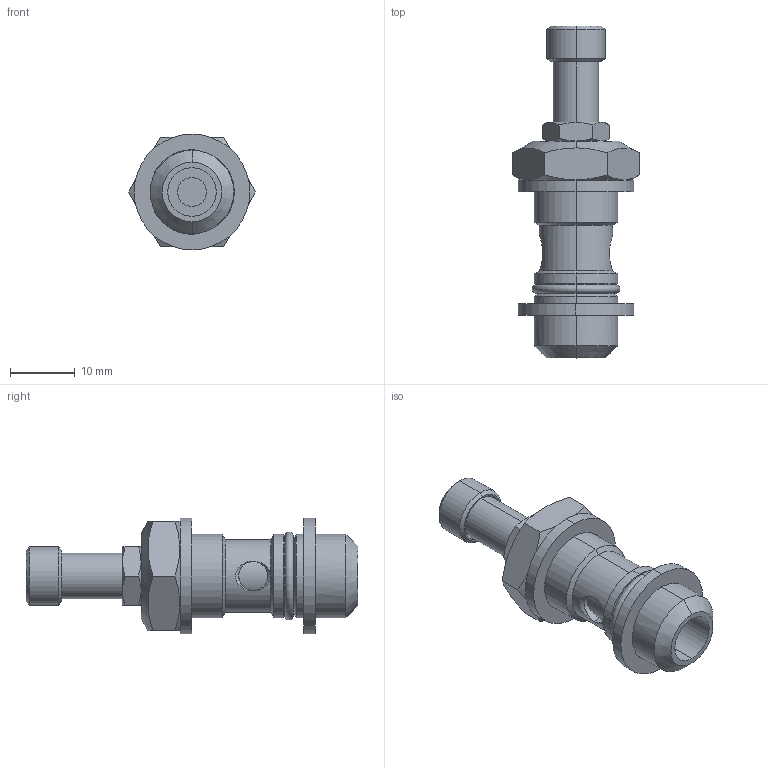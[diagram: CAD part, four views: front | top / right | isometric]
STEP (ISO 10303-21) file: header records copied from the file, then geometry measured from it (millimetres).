
FILE_DESCRIPTION (( 'STEP AP203' ), '1' );
FILE_NAME ('04060C02.STEP', '2010-03-31T06:31:55', ( '' ), ( 'sopra-pneumatic' ), 'SwSTEP 2.0', 'SolidWorks 2009', '' );
FILE_SCHEMA (( 'CONFIG_CONTROL_DESIGN' ));
Length unit declared in the file: millimetre
Products named in the file (1): 04060C02
Bounding box: 19.63 x 51.36 x 17.9 mm (x, y, z)
Volume: 5650.4 mm3; surface area: 3406.7 mm2
Topology: 1 solids, 2 shells, 105 faces, 250 edges, 156 vertices
Faces by surface type: plane 37, cylinder 36, cone 30, torus 2
Entity records: 3495 total; most frequent: CARTESIAN_POINT 1006, DIRECTION 504, ORIENTED_EDGE 500, EDGE_CURVE 250, AXIS2_PLACEMENT_3D 202, VERTEX_POINT 156, EDGE_LOOP 120, FACE_OUTER_BOUND 105
